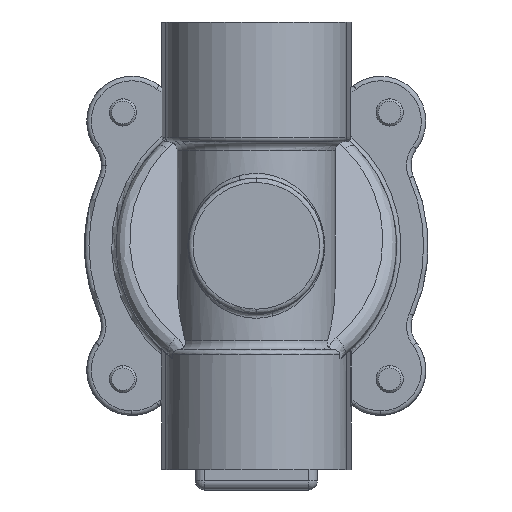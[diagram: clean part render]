
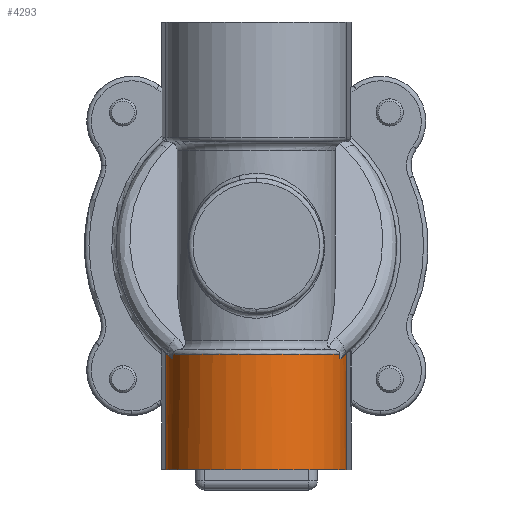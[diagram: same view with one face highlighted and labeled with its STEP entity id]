
A CAD part, front view. The second image highlights one B-rep face of the part: STEP entity #4293.
In plain terms, the highlighted cylindrical face has radius 20 mm (diameter 40 mm), a partial arc.
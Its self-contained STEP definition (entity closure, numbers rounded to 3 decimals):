
#7 = VERTEX_POINT ( 'NONE', #4510 ) ;
#398 = CARTESIAN_POINT ( 'NONE',  ( -19.985, -0.787, -23.815 ) ) ;
#422 = CARTESIAN_POINT ( 'NONE',  ( -19.939, -1.941, -23.854 ) ) ;
#426 = VERTEX_POINT ( 'NONE', #6937 ) ;
#449 = CARTESIAN_POINT ( 'NONE',  ( -19.792, -3.12, -23.981 ) ) ;
#459 = CARTESIAN_POINT ( 'NONE',  ( -19.528, -4.321, -24.2 ) ) ;
#481 = CARTESIAN_POINT ( 'NONE',  ( -19.524, -4.336, -24.203 ) ) ;
#510 = CARTESIAN_POINT ( 'NONE',  ( -19.517, -4.37, -24.209 ) ) ;
#529 = CARTESIAN_POINT ( 'NONE',  ( -19.506, -4.42, -24.218 ) ) ;
#535 = CARTESIAN_POINT ( 'NONE',  ( -19.479, -4.537, -24.24 ) ) ;
#554 = CARTESIAN_POINT ( 'NONE',  ( -19.423, -4.772, -24.286 ) ) ;
#609 = CARTESIAN_POINT ( 'NONE',  ( -19.372, -4.976, -24.328 ) ) ;
#632 = CARTESIAN_POINT ( 'NONE',  ( -19.264, -5.385, -24.416 ) ) ;
#664 = CARTESIAN_POINT ( 'NONE',  ( -19.185, -5.66, -24.48 ) ) ;
#667 = CARTESIAN_POINT ( 'NONE',  ( -18.926, -6.493, -24.687 ) ) ;
#670 = VERTEX_POINT ( 'NONE', #10011 ) ;
#748 = CARTESIAN_POINT ( 'NONE',  ( -18.489, -7.627, -25.023 ) ) ;
#796 = CARTESIAN_POINT ( 'NONE',  ( -18.724, -7.057, -24.845 ) ) ;
#1096 = CARTESIAN_POINT ( 'NONE',  ( 19.56, -4.173, -24.173 ) ) ;
#1102 = CARTESIAN_POINT ( 'NONE',  ( 19.985, -0.787, -23.815 ) ) ;
#1318 = CARTESIAN_POINT ( 'NONE',  ( -18.489, -7.627, -25.023 ) ) ;
#1475 = CARTESIAN_POINT ( 'NONE',  ( 18.482, -7.642, -23.958 ) ) ;
#1650 = ORIENTED_EDGE ( 'NONE', *, *, #8481, .T. ) ;
#1860 = LINE ( 'NONE', #20460, #10696 ) ;
#1882 = CARTESIAN_POINT ( 'NONE',  ( 19.548, -4.229, -24.183 ) ) ;
#1998 = CARTESIAN_POINT ( 'NONE',  ( -18.483, -7.641, -24.715 ) ) ;
#2965 = CARTESIAN_POINT ( 'NONE',  ( -18.489, -7.627, -25.023 ) ) ;
#3416 = VERTEX_POINT ( 'NONE', #10223 ) ;
#3924 = EDGE_CURVE ( 'NONE', #21828, #9564, #1860, .T. ) ;
#4293 = ADVANCED_FACE ( 'NONE', ( #8740 ), #19278, .T. ) ;
#4510 = CARTESIAN_POINT ( 'NONE',  ( -19.985, -0.787, -23.815 ) ) ;
#4593 = ORIENTED_EDGE ( 'NONE', *, *, #18422, .F. ) ;
#4673 = CARTESIAN_POINT ( 'NONE',  ( 18.959, -6.487, -24.667 ) ) ;
#5748 = CARTESIAN_POINT ( 'NONE',  ( -19.985, -0.787, -49.5 ) ) ;
#6283 = ORIENTED_EDGE ( 'NONE', *, *, #8407, .T. ) ;
#6937 = CARTESIAN_POINT ( 'NONE',  ( -19.985, -0.787, -49.5 ) ) ;
#7453 = CARTESIAN_POINT ( 'NONE',  ( 18.489, -7.627, -25.023 ) ) ;
#7907 = EDGE_CURVE ( 'NONE', #9564, #426, #18852, .T. ) ;
#8369 = EDGE_CURVE ( 'NONE', #12930, #7, #10724, .T. ) ;
#8407 = EDGE_CURVE ( 'NONE', #15550, #3416, #17278, .T. ) ;
#8420 = CARTESIAN_POINT ( 'NONE',  ( 18.483, -7.641, -24.716 ) ) ;
#8479 = DIRECTION ( 'NONE',  ( 1., 0., 0. ) ) ;
#8481 = EDGE_CURVE ( 'NONE', #21828, #670, #8781, .T. ) ;
#8528 = CARTESIAN_POINT ( 'NONE',  ( 0., 0., -49.5 ) ) ;
#8548 = EDGE_CURVE ( 'NONE', #12930, #3416, #16100, .T. ) ;
#8618 = CARTESIAN_POINT ( 'NONE',  ( 18.482, -7.642, -23.958 ) ) ;
#8653 = CARTESIAN_POINT ( 'NONE',  ( 18.48, -7.648, -24.36 ) ) ;
#8698 = CARTESIAN_POINT ( 'NONE',  ( 19.297, -5.37, -24.391 ) ) ;
#8740 = FACE_OUTER_BOUND ( 'NONE', #9733, .T. ) ;
#8781 = B_SPLINE_CURVE_WITH_KNOTS ( 'NONE', 3,
 ( #19793, #10983, #9108, #21742, #9306, #16390, #9285, #10892, #1096, #1882, #16992, #10850, #8698, #4673, #10430 ),
 .UNSPECIFIED., .F., .F.,
 ( 4, 2, 2, 1, 1, 1, 2, 2, 4 ),
 ( 0., 0.25, 0.375, 0.438, 0.469, 0.484, 0.492, 0.5, 1. ),
 .UNSPECIFIED. ) ;
#8967 = DIRECTION ( 'NONE',  ( 0., 0., 1. ) ) ;
#9108 = CARTESIAN_POINT ( 'NONE',  ( 19.914, -1.947, -23.876 ) ) ;
#9234 = DIRECTION ( 'NONE',  ( 1., 0., 0. ) ) ;
#9258 = DIRECTION ( 'NONE',  ( 0., 0., -1. ) ) ;
#9264 = CARTESIAN_POINT ( 'NONE',  ( 0., 0., -49.5 ) ) ;
#9285 = CARTESIAN_POINT ( 'NONE',  ( 19.639, -3.786, -24.107 ) ) ;
#9306 = CARTESIAN_POINT ( 'NONE',  ( 19.757, -3.122, -24.009 ) ) ;
#9564 = VERTEX_POINT ( 'NONE', #11286 ) ;
#9733 = EDGE_LOOP ( 'NONE', ( #21313, #14162, #4593, #18698, #16156, #1650, #19581, #6283 ) ) ;
#10011 = CARTESIAN_POINT ( 'NONE',  ( 18.489, -7.627, -25.023 ) ) ;
#10223 = CARTESIAN_POINT ( 'NONE',  ( -18.482, -7.642, -23.958 ) ) ;
#10430 = CARTESIAN_POINT ( 'NONE',  ( 18.489, -7.627, -25.023 ) ) ;
#10696 = VECTOR ( 'NONE', #18812, 1000. ) ;
#10724 = B_SPLINE_CURVE_WITH_KNOTS ( 'NONE', 3,
 ( #748, #796, #667, #664, #632, #609, #554, #535, #529, #510, #481, #459, #449, #422, #398 ),
 .UNSPECIFIED., .F., .F.,
 ( 4, 2, 2, 1, 1, 1, 2, 2, 4 ),
 ( 0., 0.25, 0.375, 0.438, 0.469, 0.484, 0.492, 0.5, 1. ),
 .UNSPECIFIED. ) ;
#10778 = AXIS2_PLACEMENT_3D ( 'NONE', #8528, #8967, #8479 ) ;
#10850 = CARTESIAN_POINT ( 'NONE',  ( 19.535, -4.286, -24.194 ) ) ;
#10892 = CARTESIAN_POINT ( 'NONE',  ( 19.587, -4.044, -24.151 ) ) ;
#10983 = CARTESIAN_POINT ( 'NONE',  ( 19.962, -1.364, -23.834 ) ) ;
#11286 = CARTESIAN_POINT ( 'NONE',  ( 19.985, -0.787, -49.5 ) ) ;
#11412 = EDGE_CURVE ( 'NONE', #15550, #670, #21827, .T. ) ;
#12165 = VECTOR ( 'NONE', #15804, 1000. ) ;
#12490 = AXIS2_PLACEMENT_3D ( 'NONE', #16922, #18008, #18622 ) ;
#12694 = LINE ( 'NONE', #5748, #12165 ) ;
#12930 = VERTEX_POINT ( 'NONE', #1318 ) ;
#13786 = CARTESIAN_POINT ( 'NONE',  ( -18.48, -7.648, -24.359 ) ) ;
#13892 = CARTESIAN_POINT ( 'NONE',  ( -18.482, -7.642, -23.958 ) ) ;
#14162 = ORIENTED_EDGE ( 'NONE', *, *, #8369, .T. ) ;
#15481 = AXIS2_PLACEMENT_3D ( 'NONE', #9264, #9258, #9234 ) ;
#15550 = VERTEX_POINT ( 'NONE', #1475 ) ;
#15804 = DIRECTION ( 'NONE',  ( 0., 0., 1. ) ) ;
#16100 = B_SPLINE_CURVE_WITH_KNOTS ( 'NONE', 3,
 ( #2965, #1998, #13786, #13892 ),
 .UNSPECIFIED., .F., .F.,
 ( 4, 4 ),
 ( 0., 1. ),
 .UNSPECIFIED. ) ;
#16156 = ORIENTED_EDGE ( 'NONE', *, *, #3924, .F. ) ;
#16390 = CARTESIAN_POINT ( 'NONE',  ( 19.68, -3.564, -24.073 ) ) ;
#16922 = CARTESIAN_POINT ( 'NONE',  ( 0., 0., -23.958 ) ) ;
#16992 = CARTESIAN_POINT ( 'NONE',  ( 19.54, -4.266, -24.19 ) ) ;
#17278 = CIRCLE ( 'NONE', #12490, 20. ) ;
#18008 = DIRECTION ( 'NONE',  ( 0., 0., -1. ) ) ;
#18422 = EDGE_CURVE ( 'NONE', #426, #7, #12694, .T. ) ;
#18622 = DIRECTION ( 'NONE',  ( 1., 0., 0. ) ) ;
#18698 = ORIENTED_EDGE ( 'NONE', *, *, #7907, .F. ) ;
#18812 = DIRECTION ( 'NONE',  ( 0., 0., -1. ) ) ;
#18852 = CIRCLE ( 'NONE', #15481, 20. ) ;
#19278 = CYLINDRICAL_SURFACE ( 'NONE', #10778, 20. ) ;
#19581 = ORIENTED_EDGE ( 'NONE', *, *, #11412, .F. ) ;
#19793 = CARTESIAN_POINT ( 'NONE',  ( 19.985, -0.787, -23.815 ) ) ;
#20460 = CARTESIAN_POINT ( 'NONE',  ( 19.985, -0.787, -49.5 ) ) ;
#21313 = ORIENTED_EDGE ( 'NONE', *, *, #8548, .F. ) ;
#21742 = CARTESIAN_POINT ( 'NONE',  ( 19.801, -2.828, -23.971 ) ) ;
#21827 = B_SPLINE_CURVE_WITH_KNOTS ( 'NONE', 3,
 ( #8618, #8653, #8420, #7453 ),
 .UNSPECIFIED., .F., .F.,
 ( 4, 4 ),
 ( 0., 1. ),
 .UNSPECIFIED. ) ;
#21828 = VERTEX_POINT ( 'NONE', #1102 ) ;
